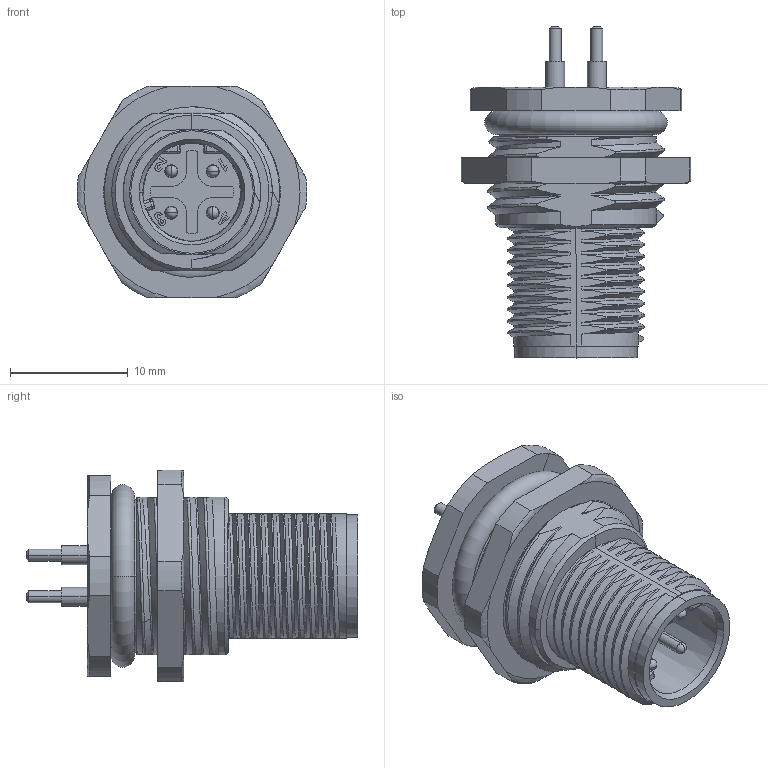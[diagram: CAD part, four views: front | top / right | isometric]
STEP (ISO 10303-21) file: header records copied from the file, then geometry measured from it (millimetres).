
FILE_DESCRIPTION((''),'2;1');
FILE_NAME('3D_1630043014018_M12-M04D-BKR-M','2020-12-17T',('tc.chen'),(''),'PRO/ENGINEER BY PARAMETRIC TECHNOLOGY CORPORATION, 2012480','PRO/ENGINEER BY PARAMETRIC TECHNOLOGY CORPORATION, 2012480','');
FILE_SCHEMA(('AUTOMOTIVE_DESIGN { 1 0 10303 214 1 1 1 1 }'));
Length unit declared in the file: millimetre
Products named in the file (1): 3D_1630043014018_M12-M04D-BKR-M
Bounding box: 19.5 x 28.2 x 18 mm (x, y, z)
Volume: 2914 mm3; surface area: 2597.9 mm2
Topology: 1 solids, 1 shells, 397 faces, 1178 edges, 786 vertices
Faces by surface type: cylinder 118, plane 92, bspline 83, extrusion 43, cone 35, torus 14, sphere 12
Entity records: 19196 total; most frequent: CARTESIAN_POINT 9460, ORIENTED_EDGE 2332, DIRECTION 1457, EDGE_CURVE 1166, VERTEX_POINT 786, B_SPLINE_CURVE_WITH_KNOTS 549, VECTOR 491, AXIS2_PLACEMENT_3D 483
